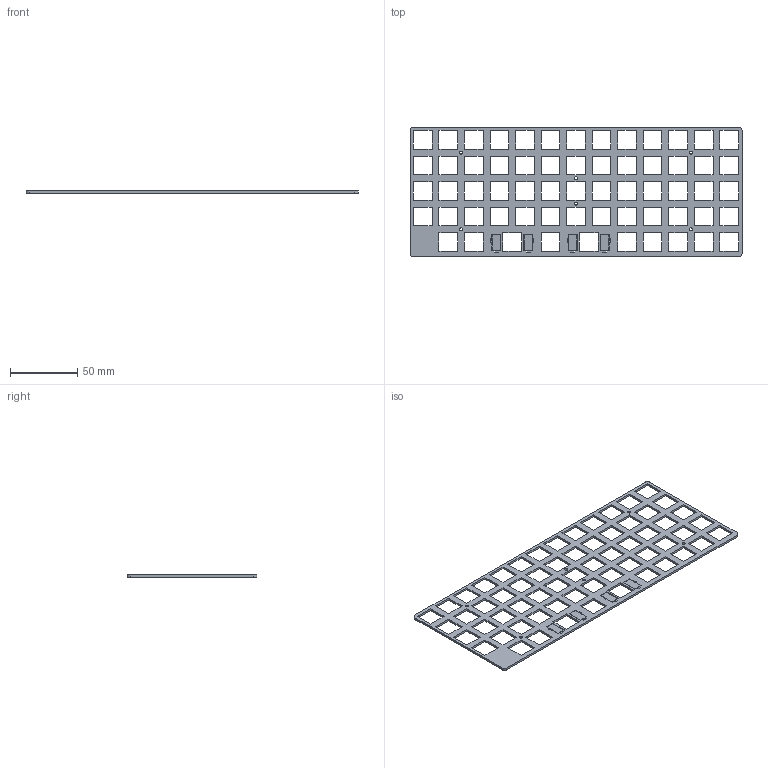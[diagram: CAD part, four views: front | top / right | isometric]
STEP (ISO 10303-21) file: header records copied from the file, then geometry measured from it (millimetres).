
FILE_DESCRIPTION(('KiCad electronic assembly'),'2;1');
FILE_NAME('WTL-62-TOP.step','2021-10-02T15:31:49',('An Author'),( 'A Company'),'Open CASCADE STEP processor 7.5', 'KiCad to STEP converter','Unknown');
FILE_SCHEMA(('AUTOMOTIVE_DESIGN { 1 0 10303 214 1 1 1 1 }'));
Length unit declared in the file: millimetre
Products named in the file (2): Open CASCADE STEP translator 7.5 1; COMPOUND
Assembly tree (1 placements, depth 2):
  Open CASCADE STEP translator 7.5 1
    COMPOUND
Bounding box: 247.65 x 96.84 x 1.6 mm (x, y, z)
Volume: 18793.9 mm3; surface area: 30782.9 mm2
Topology: 13 solids, 13 shells, 424 faces, 1194 edges, 796 vertices
Faces by surface type: plane 382, cylinder 42
Full cylindrical faces by diameter (mm): 2.3 x6
Entity records: 29339 total; most frequent: CARTESIAN_POINT 4948, DIRECTION 4374, LINE 3270, VECTOR 3270, ORIENTED_EDGE 2388, PCURVE 2388, DEFINITIONAL_REPRESENTATION 2388, EDGE_CURVE 1194
